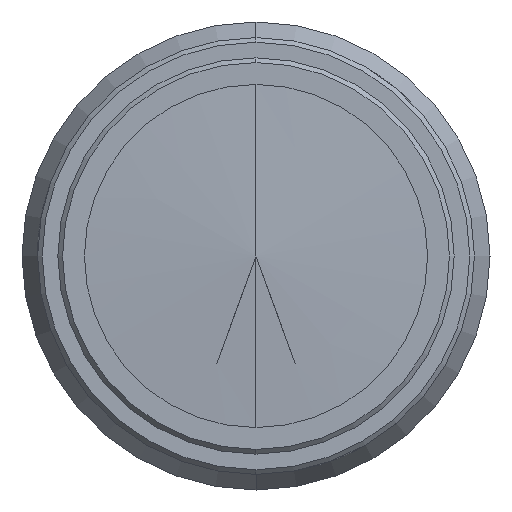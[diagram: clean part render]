
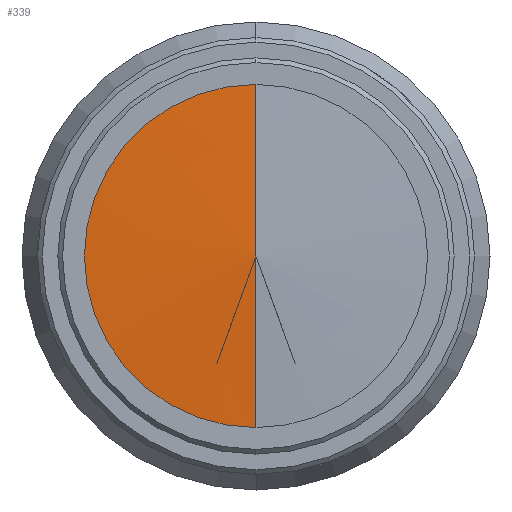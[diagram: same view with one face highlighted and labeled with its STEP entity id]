
A CAD part, left-side view. The second image highlights one B-rep face of the part: STEP entity #339.
In plain terms, the highlighted conical face has half-angle 87.136 degrees and reference radius 19986.8 mm.
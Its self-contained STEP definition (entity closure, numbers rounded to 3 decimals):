
#15 = DIRECTION ( 'NONE',  ( 1., 0., 0. ) ) ;
#35 = VECTOR ( 'NONE', #1315, 1000. ) ;
#42 = CARTESIAN_POINT ( 'NONE',  ( -30.161, 0., -11. ) ) ;
#66 = DIRECTION ( 'NONE',  ( 0.05, 0., 0.999 ) ) ;
#92 = DIRECTION ( 'NONE',  ( 1., 0., 0. ) ) ;
#153 = CONICAL_SURFACE ( 'NONE', #862, 19986.755, 1.521 ) ;
#189 = CARTESIAN_POINT ( 'NONE',  ( 969.288, 0., 0. ) ) ;
#193 = EDGE_LOOP ( 'NONE', ( #609, #306, #542 ) ) ;
#241 = CARTESIAN_POINT ( 'NONE',  ( -30.712, 0., 0. ) ) ;
#306 = ORIENTED_EDGE ( 'NONE', *, *, #1062, .T. ) ;
#316 = VERTEX_POINT ( 'NONE', #614 ) ;
#339 = ADVANCED_FACE ( 'NONE', ( #1163 ), #153, .T. ) ;
#358 = VECTOR ( 'NONE', #66, 1000. ) ;
#385 = CARTESIAN_POINT ( 'NONE',  ( -30.712, 0., 0. ) ) ;
#542 = ORIENTED_EDGE ( 'NONE', *, *, #901, .F. ) ;
#608 = VERTEX_POINT ( 'NONE', #1197 ) ;
#609 = ORIENTED_EDGE ( 'NONE', *, *, #732, .F. ) ;
#614 = CARTESIAN_POINT ( 'NONE',  ( -30.712, 0., 0. ) ) ;
#732 = EDGE_CURVE ( 'NONE', #316, #970, #786, .T. ) ;
#746 = DIRECTION ( 'NONE',  ( 0., -0.928, 0.371 ) ) ;
#771 = LINE ( 'NONE', #241, #358 ) ;
#786 = LINE ( 'NONE', #385, #35 ) ;
#836 = CIRCLE ( 'NONE', #1127, 11. ) ;
#862 = AXIS2_PLACEMENT_3D ( 'NONE', #189, #92, #1129 ) ;
#901 = EDGE_CURVE ( 'NONE', #970, #608, #836, .T. ) ;
#970 = VERTEX_POINT ( 'NONE', #42 ) ;
#1062 = EDGE_CURVE ( 'NONE', #316, #608, #771, .T. ) ;
#1063 = CARTESIAN_POINT ( 'NONE',  ( -30.161, 0., 0. ) ) ;
#1127 = AXIS2_PLACEMENT_3D ( 'NONE', #1063, #15, #746 ) ;
#1129 = DIRECTION ( 'NONE',  ( 0., 0., -1. ) ) ;
#1163 = FACE_OUTER_BOUND ( 'NONE', #193, .T. ) ;
#1197 = CARTESIAN_POINT ( 'NONE',  ( -30.161, 0., 11. ) ) ;
#1315 = DIRECTION ( 'NONE',  ( 0.05, 0., -0.999 ) ) ;
